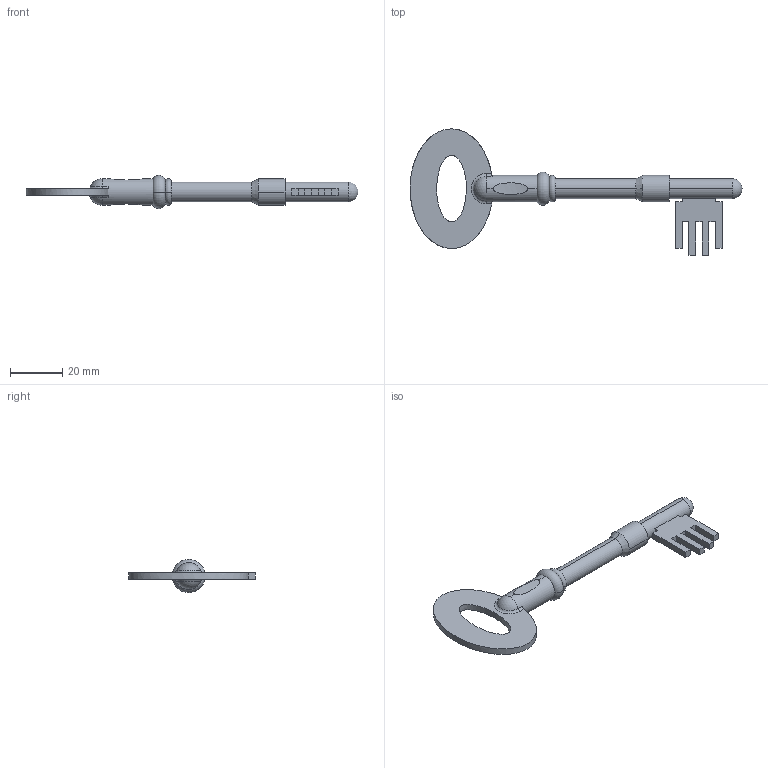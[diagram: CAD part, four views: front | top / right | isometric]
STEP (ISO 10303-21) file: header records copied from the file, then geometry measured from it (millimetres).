
FILE_DESCRIPTION((''),'2;1');
FILE_NAME('K1-PE','2001-01-29T',('csmetana'),(''),'PRO/ENGINEER BY PARAMETRIC TECHNOLOGY CORPORATION, 2001010','PRO/ENGINEER BY PARAMETRIC TECHNOLOGY CORPORATION, 2001010','');
FILE_SCHEMA(('CONFIG_CONTROL_DESIGN','SHAPE_APPEARANCE_LAYERS_GROUPS'));
Length unit declared in the file: inch
Products named in the file (1): K1-PE
Bounding box: 126.97 x 48.26 x 12.71 mm (x, y, z)
Volume: 8957.4 mm3; surface area: 5862.9 mm2
Topology: 1 solids, 1 shells, 52 faces, 138 edges, 88 vertices
Faces by surface type: plane 24, cylinder 12, extrusion 5, torus 4, sphere 3, bspline 2, cone 2
Entity records: 2208 total; most frequent: CARTESIAN_POINT 892, ORIENTED_EDGE 272, DIRECTION 247, EDGE_CURVE 136, VERTEX_POINT 88, VECTOR 85, AXIS2_PLACEMENT_3D 81, LINE 80
